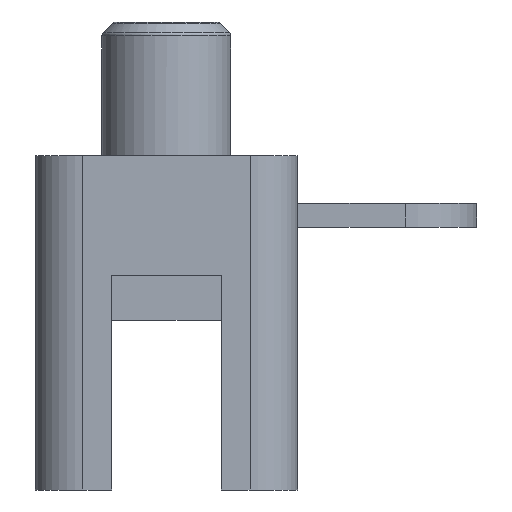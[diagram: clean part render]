
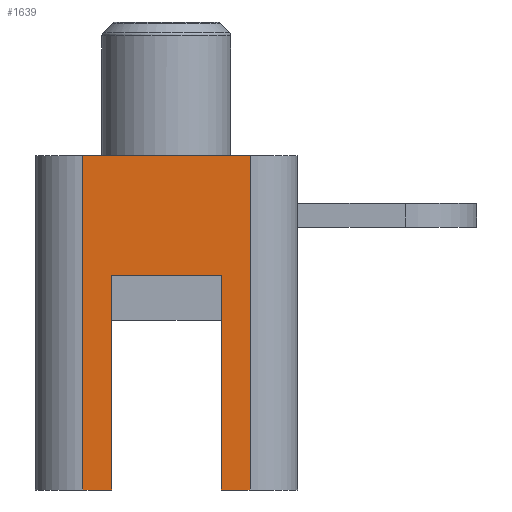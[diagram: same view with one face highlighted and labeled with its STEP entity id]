
A CAD part, left-side view. The second image highlights one B-rep face of the part: STEP entity #1639.
In plain terms, the highlighted planar face has unit normal (-1, 0, 0).
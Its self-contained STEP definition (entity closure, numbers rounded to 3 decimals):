
#771 = EDGE_CURVE('',#772,#774,#776,.T.);
#772 = VERTEX_POINT('',#773);
#773 = CARTESIAN_POINT('',(-4.4,-1.75,0.5));
#774 = VERTEX_POINT('',#775);
#775 = CARTESIAN_POINT('',(-4.4,-1.15,0.5));
#776 = LINE('',#777,#778);
#777 = CARTESIAN_POINT('',(-4.4,-1.75,0.5));
#778 = VECTOR('',#779,1.);
#779 = DIRECTION('',(0.,1.,0.));
#878 = EDGE_CURVE('',#772,#879,#881,.T.);
#879 = VERTEX_POINT('',#880);
#880 = CARTESIAN_POINT('',(-4.4,-1.75,7.5));
#881 = LINE('',#882,#883);
#882 = CARTESIAN_POINT('',(-4.4,-1.75,0.5));
#883 = VECTOR('',#884,1.);
#884 = DIRECTION('',(0.,0.,1.));
#902 = EDGE_CURVE('',#879,#903,#905,.T.);
#903 = VERTEX_POINT('',#904);
#904 = CARTESIAN_POINT('',(-4.4,1.75,7.5));
#905 = LINE('',#906,#907);
#906 = CARTESIAN_POINT('',(-4.4,-0.875,7.5));
#907 = VECTOR('',#908,1.);
#908 = DIRECTION('',(0.,1.,0.));
#1639 = ADVANCED_FACE('',(#1640),#1683,.T.);
#1640 = FACE_BOUND('',#1641,.T.);
#1641 = EDGE_LOOP('',(#1642,#1643,#1644,#1645,#1653,#1661,#1669,#1677));
#1642 = ORIENTED_EDGE('',*,*,#771,.F.);
#1643 = ORIENTED_EDGE('',*,*,#878,.T.);
#1644 = ORIENTED_EDGE('',*,*,#902,.T.);
#1645 = ORIENTED_EDGE('',*,*,#1646,.F.);
#1646 = EDGE_CURVE('',#1647,#903,#1649,.T.);
#1647 = VERTEX_POINT('',#1648);
#1648 = CARTESIAN_POINT('',(-4.4,1.75,0.5));
#1649 = LINE('',#1650,#1651);
#1650 = CARTESIAN_POINT('',(-4.4,1.75,0.5));
#1651 = VECTOR('',#1652,1.);
#1652 = DIRECTION('',(0.,0.,1.));
#1653 = ORIENTED_EDGE('',*,*,#1654,.F.);
#1654 = EDGE_CURVE('',#1655,#1647,#1657,.T.);
#1655 = VERTEX_POINT('',#1656);
#1656 = CARTESIAN_POINT('',(-4.4,1.15,0.5));
#1657 = LINE('',#1658,#1659);
#1658 = CARTESIAN_POINT('',(-4.4,-1.75,0.5));
#1659 = VECTOR('',#1660,1.);
#1660 = DIRECTION('',(0.,1.,0.));
#1661 = ORIENTED_EDGE('',*,*,#1662,.T.);
#1662 = EDGE_CURVE('',#1655,#1663,#1665,.T.);
#1663 = VERTEX_POINT('',#1664);
#1664 = CARTESIAN_POINT('',(-4.4,1.15,5.));
#1665 = LINE('',#1666,#1667);
#1666 = CARTESIAN_POINT('',(-4.4,1.15,0.25));
#1667 = VECTOR('',#1668,1.);
#1668 = DIRECTION('',(0.,0.,1.));
#1669 = ORIENTED_EDGE('',*,*,#1670,.F.);
#1670 = EDGE_CURVE('',#1671,#1663,#1673,.T.);
#1671 = VERTEX_POINT('',#1672);
#1672 = CARTESIAN_POINT('',(-4.4,-1.15,5.));
#1673 = LINE('',#1674,#1675);
#1674 = CARTESIAN_POINT('',(-4.4,-0.875,5.));
#1675 = VECTOR('',#1676,1.);
#1676 = DIRECTION('',(0.,1.,0.));
#1677 = ORIENTED_EDGE('',*,*,#1678,.T.);
#1678 = EDGE_CURVE('',#1671,#774,#1679,.T.);
#1679 = LINE('',#1680,#1681);
#1680 = CARTESIAN_POINT('',(-4.4,-1.15,0.25));
#1681 = VECTOR('',#1682,1.);
#1682 = DIRECTION('',(0.,0.,-1.));
#1683 = PLANE('',#1684);
#1684 = AXIS2_PLACEMENT_3D('',#1685,#1686,#1687);
#1685 = CARTESIAN_POINT('',(-4.4,-1.75,0.5));
#1686 = DIRECTION('',(-1.,0.,0.));
#1687 = DIRECTION('',(0.,1.,0.));
